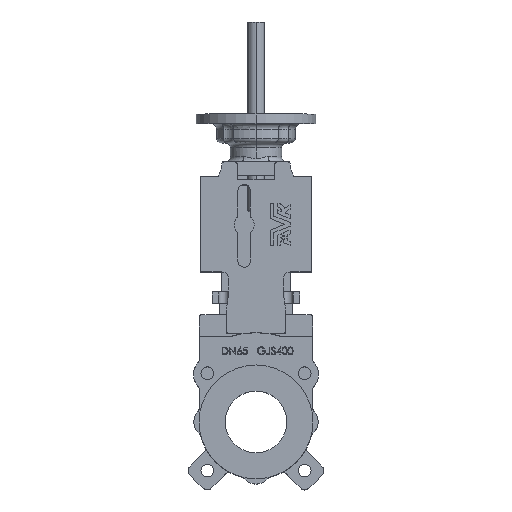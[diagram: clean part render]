
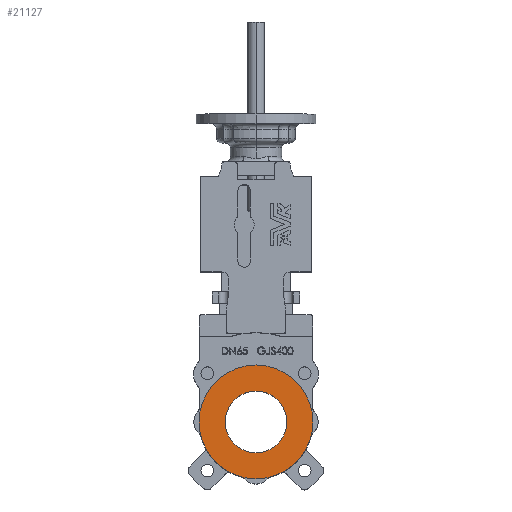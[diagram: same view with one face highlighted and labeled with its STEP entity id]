
A CAD part, top view. The second image highlights one B-rep face of the part: STEP entity #21127.
In plain terms, the highlighted planar face has unit normal (0, 0, 1).
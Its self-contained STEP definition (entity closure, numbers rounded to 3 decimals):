
#2930 = EDGE_CURVE ( 'NONE', #16477, #32798, #12731, .T. ) ;
#3122 = EDGE_CURVE ( 'NONE', #32798, #16477, #14464, .T. ) ;
#3970 = CARTESIAN_POINT ( 'NONE',  ( 0., 0., 20.5 ) ) ;
#4577 = DIRECTION ( 'NONE',  ( 1., 0., 0. ) ) ;
#6371 = CARTESIAN_POINT ( 'NONE',  ( -60., 0., 20.5 ) ) ;
#7510 = DIRECTION ( 'NONE',  ( 1., 0., 0. ) ) ;
#7821 = AXIS2_PLACEMENT_3D ( 'NONE', #20190, #11733, #17024 ) ;
#8012 = CIRCLE ( 'NONE', #32151, 32.5 ) ;
#9388 = VERTEX_POINT ( 'NONE', #28539 ) ;
#9842 = EDGE_CURVE ( 'NONE', #26721, #9388, #28311, .T. ) ;
#11733 = DIRECTION ( 'NONE',  ( 0., 0., 1. ) ) ;
#12672 = DIRECTION ( 'NONE',  ( 1., 0., 0. ) ) ;
#12731 = CIRCLE ( 'NONE', #28945, 60. ) ;
#14203 = DIRECTION ( 'NONE',  ( 0., 0., 1. ) ) ;
#14443 = ORIENTED_EDGE ( 'NONE', *, *, #9842, .F. ) ;
#14464 = CIRCLE ( 'NONE', #20571, 60. ) ;
#15301 = FACE_OUTER_BOUND ( 'NONE', #15742, .T. ) ;
#15742 = EDGE_LOOP ( 'NONE', ( #21614, #19640 ) ) ;
#16477 = VERTEX_POINT ( 'NONE', #6371 ) ;
#17024 = DIRECTION ( 'NONE',  ( 1., 0., 0. ) ) ;
#18153 = EDGE_LOOP ( 'NONE', ( #26815, #14443 ) ) ;
#18302 = EDGE_CURVE ( 'NONE', #9388, #26721, #8012, .T. ) ;
#19355 = CARTESIAN_POINT ( 'NONE',  ( 0., 0., 20.5 ) ) ;
#19640 = ORIENTED_EDGE ( 'NONE', *, *, #3122, .T. ) ;
#20190 = CARTESIAN_POINT ( 'NONE',  ( 0., 0., 20.5 ) ) ;
#20571 = AXIS2_PLACEMENT_3D ( 'NONE', #32581, #29784, #4577 ) ;
#21127 = ADVANCED_FACE ( 'NONE', ( #15301, #31908 ), #25687, .T. ) ;
#21538 = DIRECTION ( 'NONE',  ( 0., 0., 1. ) ) ;
#21614 = ORIENTED_EDGE ( 'NONE', *, *, #2930, .T. ) ;
#23033 = AXIS2_PLACEMENT_3D ( 'NONE', #3970, #32330, #12672 ) ;
#25687 = PLANE ( 'NONE',  #7821 ) ;
#26721 = VERTEX_POINT ( 'NONE', #29256 ) ;
#26815 = ORIENTED_EDGE ( 'NONE', *, *, #18302, .F. ) ;
#27096 = CARTESIAN_POINT ( 'NONE',  ( 60., 0., 20.5 ) ) ;
#28311 = CIRCLE ( 'NONE', #23033, 32.5 ) ;
#28539 = CARTESIAN_POINT ( 'NONE',  ( 32.5, 0., 20.5 ) ) ;
#28945 = AXIS2_PLACEMENT_3D ( 'NONE', #19355, #14203, #33731 ) ;
#29256 = CARTESIAN_POINT ( 'NONE',  ( -32.5, 0., 20.5 ) ) ;
#29784 = DIRECTION ( 'NONE',  ( 0., 0., 1. ) ) ;
#31908 = FACE_BOUND ( 'NONE', #18153, .T. ) ;
#32151 = AXIS2_PLACEMENT_3D ( 'NONE', #35155, #21538, #7510 ) ;
#32330 = DIRECTION ( 'NONE',  ( 0., 0., 1. ) ) ;
#32581 = CARTESIAN_POINT ( 'NONE',  ( 0., 0., 20.5 ) ) ;
#32798 = VERTEX_POINT ( 'NONE', #27096 ) ;
#33731 = DIRECTION ( 'NONE',  ( 1., 0., 0. ) ) ;
#35155 = CARTESIAN_POINT ( 'NONE',  ( 0., 0., 20.5 ) ) ;
